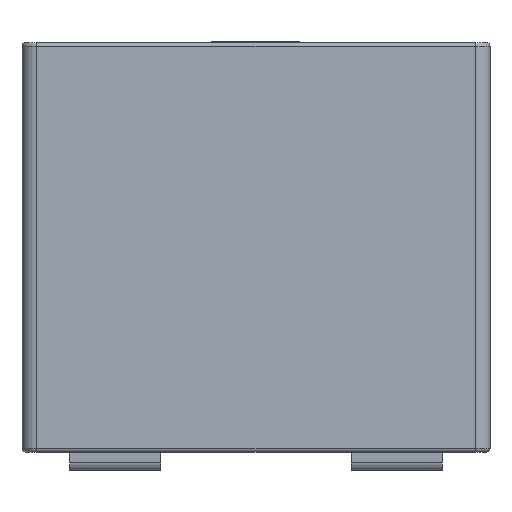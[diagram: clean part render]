
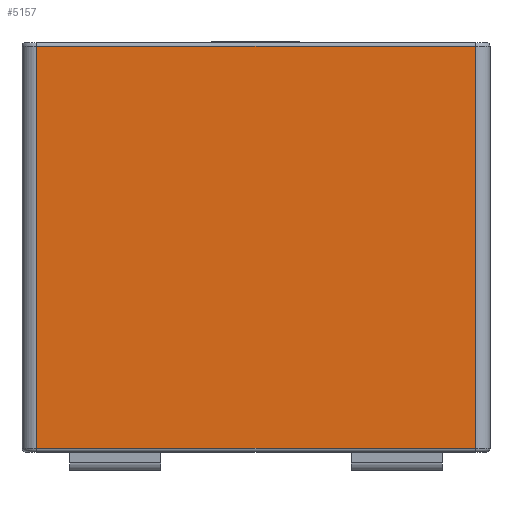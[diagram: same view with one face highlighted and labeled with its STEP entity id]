
A CAD part, front view. The second image highlights one B-rep face of the part: STEP entity #5157.
In plain terms, the highlighted planar face has unit normal (0, -1, 0).
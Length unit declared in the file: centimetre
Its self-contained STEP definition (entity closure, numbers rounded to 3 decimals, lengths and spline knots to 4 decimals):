
#390=LINE('',#8866,#786);
#391=LINE('',#8869,#787);
#392=LINE('',#8871,#788);
#393=LINE('',#8873,#789);
#786=VECTOR('',#5885,100.);
#787=VECTOR('',#5886,100.);
#788=VECTOR('',#5887,100.);
#789=VECTOR('',#5888,100.);
#1415=ORIENTED_EDGE('',*,*,#2358,.T.);
#1416=ORIENTED_EDGE('',*,*,#2359,.T.);
#1417=ORIENTED_EDGE('',*,*,#2360,.T.);
#1418=ORIENTED_EDGE('',*,*,#2361,.T.);
#2358=EDGE_CURVE('',#2855,#2856,#390,.F.);
#2359=EDGE_CURVE('',#2856,#2857,#391,.T.);
#2360=EDGE_CURVE('',#2857,#2858,#392,.T.);
#2361=EDGE_CURVE('',#2858,#2855,#393,.F.);
#2855=VERTEX_POINT('',#8867);
#2856=VERTEX_POINT('',#8868);
#2857=VERTEX_POINT('',#8870);
#2858=VERTEX_POINT('',#8872);
#3134=EDGE_LOOP('',(#1415,#1416,#1417,#1418));
#3362=FACE_BOUND('',#3134,.T.);
#3564=PLANE('',#5393);
#5157=ADVANCED_FACE('',(#3362),#3564,.T.);
#5393=AXIS2_PLACEMENT_3D('',#8865,#5883,#5884);
#5883=DIRECTION('',(0.,-1.,0.));
#5884=DIRECTION('',(0.,0.,-1.));
#5885=DIRECTION('',(0.,0.,-1.));
#5886=DIRECTION('',(-1.,0.,0.));
#5887=DIRECTION('',(0.,0.,-1.));
#5888=DIRECTION('',(-1.,0.,0.));
#8865=CARTESIAN_POINT('',(0.32,-0.33,0.36));
#8866=CARTESIAN_POINT('',(0.3,-0.33,0.36));
#8867=CARTESIAN_POINT('',(0.3,-0.33,-0.095));
#8868=CARTESIAN_POINT('',(0.3,-0.33,0.455));
#8869=CARTESIAN_POINT('',(-0.3,-0.33,0.455));
#8870=CARTESIAN_POINT('',(-0.3,-0.33,0.455));
#8871=CARTESIAN_POINT('',(-0.3,-0.33,0.36));
#8872=CARTESIAN_POINT('',(-0.3,-0.33,-0.095));
#8873=CARTESIAN_POINT('',(0.32,-0.33,-0.095));
